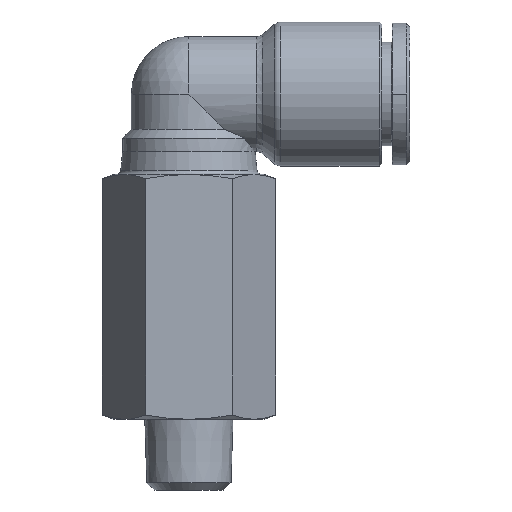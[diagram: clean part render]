
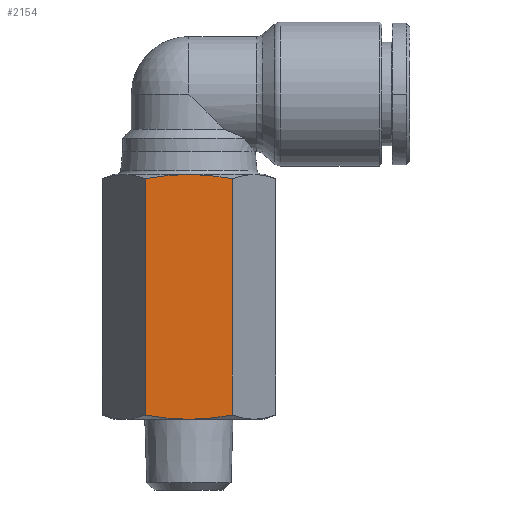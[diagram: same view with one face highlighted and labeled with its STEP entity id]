
A CAD part, front view. The second image highlights one B-rep face of the part: STEP entity #2154.
In plain terms, the highlighted planar face has unit normal (0, -1, 0).
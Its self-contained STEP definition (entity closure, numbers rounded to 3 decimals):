
#1406=CARTESIAN_POINT('',(-9.233,-8.5,-9.1));
#1407=VERTEX_POINT('',#1406);
#1543=CARTESIAN_POINT('',(-14.141,-8.5,-36.321));
#1544=VERTEX_POINT('',#1543);
#1545=CARTESIAN_POINT('',(-9.233,-8.5,-36.8));
#1546=VERTEX_POINT('',#1545);
#1547=CARTESIAN_POINT('',(-14.141,-8.5,-36.321));
#1548=CARTESIAN_POINT('',(-11.511,-8.5,-36.8));
#1549=CARTESIAN_POINT('',(-9.233,-8.5,-36.8));
#1557=(BOUNDED_CURVE()B_SPLINE_CURVE(2,(#1547,#1548,#1549),.UNSPECIFIED.,.F.,.U.)B_SPLINE_CURVE_WITH_KNOTS((3,3),(6.39,12.26),.UNSPECIFIED.)CURVE()GEOMETRIC_REPRESENTATION_ITEM()RATIONAL_B_SPLINE_CURVE((1.084,1.081,1.0))REPRESENTATION_ITEM(''));
#1558=EDGE_CURVE('',#1544,#1546,#1557,.T.);
#1588=CARTESIAN_POINT('',(-4.326,-8.5,-36.321));
#1589=VERTEX_POINT('',#1588);
#1605=CARTESIAN_POINT('',(-9.233,-8.5,-36.8));
#1606=CARTESIAN_POINT('',(-6.956,-8.5,-36.8));
#1607=CARTESIAN_POINT('',(-4.326,-8.5,-36.321));
#1615=(BOUNDED_CURVE()B_SPLINE_CURVE(2,(#1605,#1606,#1607),.UNSPECIFIED.,.F.,.U.)B_SPLINE_CURVE_WITH_KNOTS((3,3),(12.26,18.13),.UNSPECIFIED.)CURVE()GEOMETRIC_REPRESENTATION_ITEM()RATIONAL_B_SPLINE_CURVE((1.0,1.081,1.084))REPRESENTATION_ITEM(''));
#1616=EDGE_CURVE('',#1546,#1589,#1615,.T.);
#1960=CARTESIAN_POINT('',(-14.141,-8.5,-9.579));
#1961=VERTEX_POINT('',#1960);
#1975=CARTESIAN_POINT('',(-9.233,-8.5,-9.1));
#1976=CARTESIAN_POINT('',(-11.511,-8.5,-9.1));
#1977=CARTESIAN_POINT('',(-14.141,-8.5,-9.579));
#1985=(BOUNDED_CURVE()B_SPLINE_CURVE(2,(#1975,#1976,#1977),.UNSPECIFIED.,.F.,.U.)B_SPLINE_CURVE_WITH_KNOTS((3,3),(7.837,13.122),.UNSPECIFIED.)CURVE()GEOMETRIC_REPRESENTATION_ITEM()RATIONAL_B_SPLINE_CURVE((1.0,1.057,1.037))REPRESENTATION_ITEM(''));
#1986=EDGE_CURVE('',#1407,#1961,#1985,.T.);
#2065=CARTESIAN_POINT('',(-4.326,-8.5,-9.579));
#2066=VERTEX_POINT('',#2065);
#2081=CARTESIAN_POINT('',(-4.326,-8.5,-9.579));
#2082=CARTESIAN_POINT('',(-6.956,-8.5,-9.1));
#2083=CARTESIAN_POINT('',(-9.233,-8.5,-9.1));
#2091=(BOUNDED_CURVE()B_SPLINE_CURVE(2,(#2081,#2082,#2083),.UNSPECIFIED.,.F.,.U.)B_SPLINE_CURVE_WITH_KNOTS((3,3),(2.553,7.837),.UNSPECIFIED.)CURVE()GEOMETRIC_REPRESENTATION_ITEM()RATIONAL_B_SPLINE_CURVE((1.037,1.057,1.0))REPRESENTATION_ITEM(''));
#2092=EDGE_CURVE('',#2066,#1407,#2091,.T.);
#2106=CARTESIAN_POINT('',(-4.326,-8.5,-36.321));
#2107=DIRECTION('',(0.0,0.0,1.0));
#2108=VECTOR('',#2107,26.743);
#2109=LINE('',#2106,#2108);
#2110=EDGE_CURVE('',#1589,#2066,#2109,.T.);
#2136=CARTESIAN_POINT('',(-4.326,-8.5,-36.8));
#2137=DIRECTION('',(0.0,-1.0,0.0));
#2138=DIRECTION('',(-1.0,0.0,0.0));
#2139=AXIS2_PLACEMENT_3D('',#2136,#2137,#2138);
#2140=PLANE('',#2139);
#2141=ORIENTED_EDGE('',*,*,#1616,.T.);
#2142=ORIENTED_EDGE('',*,*,#2110,.T.);
#2143=ORIENTED_EDGE('',*,*,#2092,.T.);
#2144=ORIENTED_EDGE('',*,*,#1986,.T.);
#2145=CARTESIAN_POINT('',(-14.141,-8.5,-36.321));
#2146=DIRECTION('',(0.0,0.0,1.0));
#2147=VECTOR('',#2146,26.743);
#2148=LINE('',#2145,#2147);
#2149=EDGE_CURVE('',#1544,#1961,#2148,.T.);
#2150=ORIENTED_EDGE('',*,*,#2149,.F.);
#2151=ORIENTED_EDGE('',*,*,#1558,.T.);
#2152=EDGE_LOOP('',(#2141,#2142,#2143,#2144,#2150,#2151));
#2153=FACE_OUTER_BOUND('',#2152,.T.);
#2154=ADVANCED_FACE('',(#2153),#2140,.T.);
